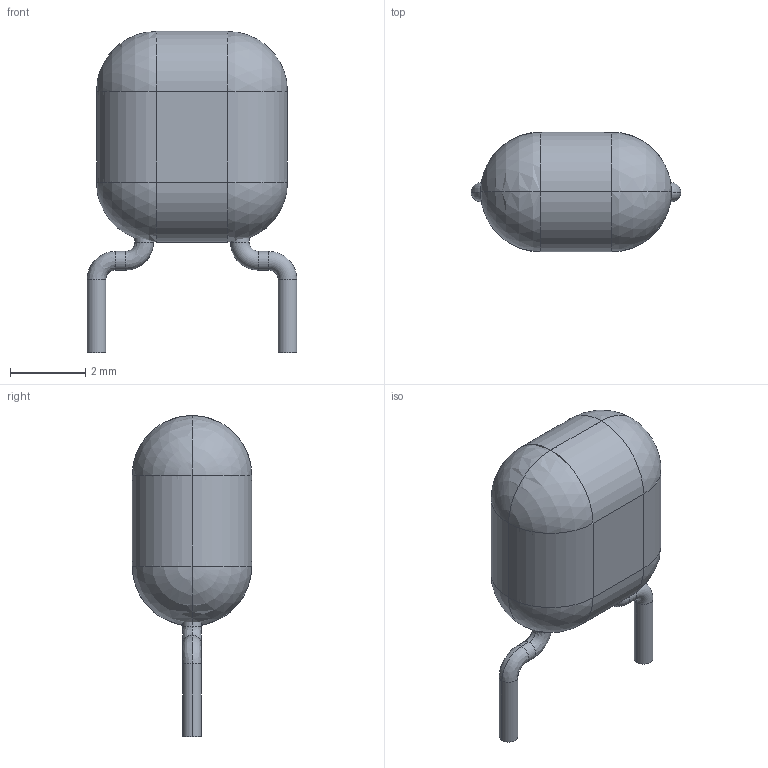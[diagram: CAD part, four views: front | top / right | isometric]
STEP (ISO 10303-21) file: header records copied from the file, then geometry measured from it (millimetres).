
FILE_DESCRIPTION((''),'2;1');
FILE_NAME('CAPRR508-318X508X660.stp','2008-12-17T09:22:56',(''),(''),'Mechanical Desktop 2006','Mechanical Desktop 2006',', , ');
FILE_SCHEMA(('AUTOMOTIVE_DESIGN { 1 2 10303 214 0 1 1 1 }'));
Length unit declared in the file: millimetre
Products named in the file (1): Product
Bounding box: 5.58 x 3.18 x 8.54 mm (x, y, z)
Volume: 118.4 mm3; surface area: 283.6 mm2
Topology: 11 solids, 11 shells, 58 faces, 131 edges, 89 vertices
Faces by surface type: plane 20, cylinder 14, bspline 12, sphere 8, torus 4
Entity records: 1730 total; most frequent: CARTESIAN_POINT 525, DIRECTION 258, ORIENTED_EDGE 194, AXIS2_PLACEMENT_3D 104, EDGE_CURVE 97, VERTEX_POINT 61, EDGE_LOOP 58, FACE_OUTER_BOUND 58
